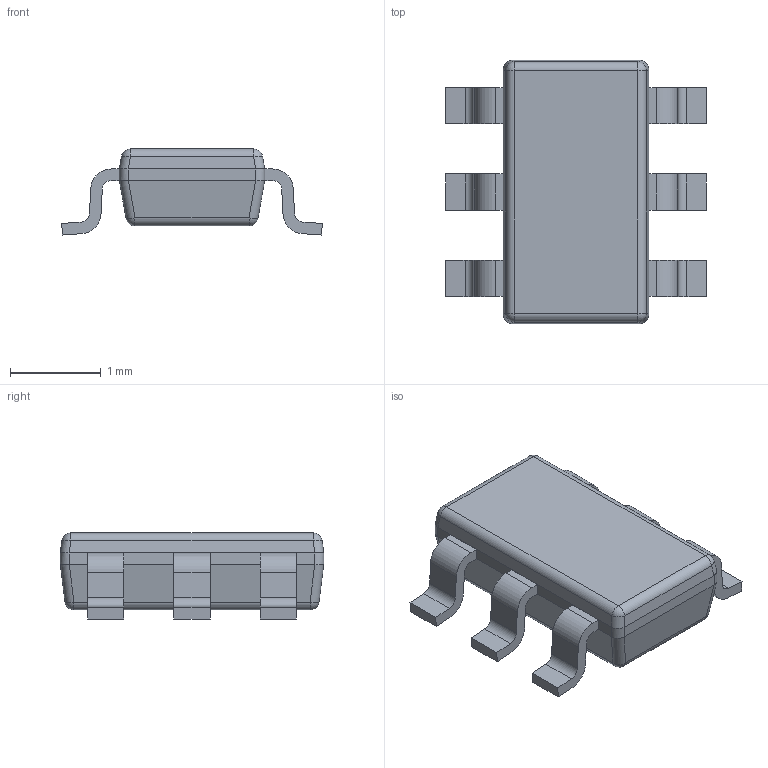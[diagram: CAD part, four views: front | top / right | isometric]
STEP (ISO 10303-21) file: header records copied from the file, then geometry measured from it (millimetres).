
FILE_DESCRIPTION((''),'2;1');
FILE_NAME('DDC0006A_ASM','2025-06-09T10:26:11',('a0412086'),(''),'CREO PARAMETRIC BY PTC INC, 2018500','CREO PARAMETRIC BY PTC INC, 2018500','');
FILE_SCHEMA(('CONFIG_CONTROL_DESIGN','SHAPE_APPEARANCE_LAYERS_GROUPS'));
Length unit declared in the file: millimetre
Products named in the file (3): BODY-SOT; LEAD-SOT; DDC0006A_ASM
Assembly tree (7 placements, depth 2):
  DDC0006A_ASM
    BODY-SOT
    LEAD-SOT  x6
Bounding box: 2.87 x 2.9 x 0.95 mm (x, y, z)
Volume: 4 mm3; surface area: 22.5 mm2
Topology: 7 solids, 7 shells, 126 faces, 312 edges, 200 vertices
Faces by surface type: plane 74, cylinder 44, sphere 8
Entity records: 2228 total; most frequent: CARTESIAN_POINT 402, DIRECTION 272, ORIENTED_EDGE 264, PRESENTATION_STYLE_ASSIGNMENT 134, STYLED_ITEM 134, CURVE_STYLE 132, EDGE_CURVE 132, AXIS2_PLACEMENT_3D 98
